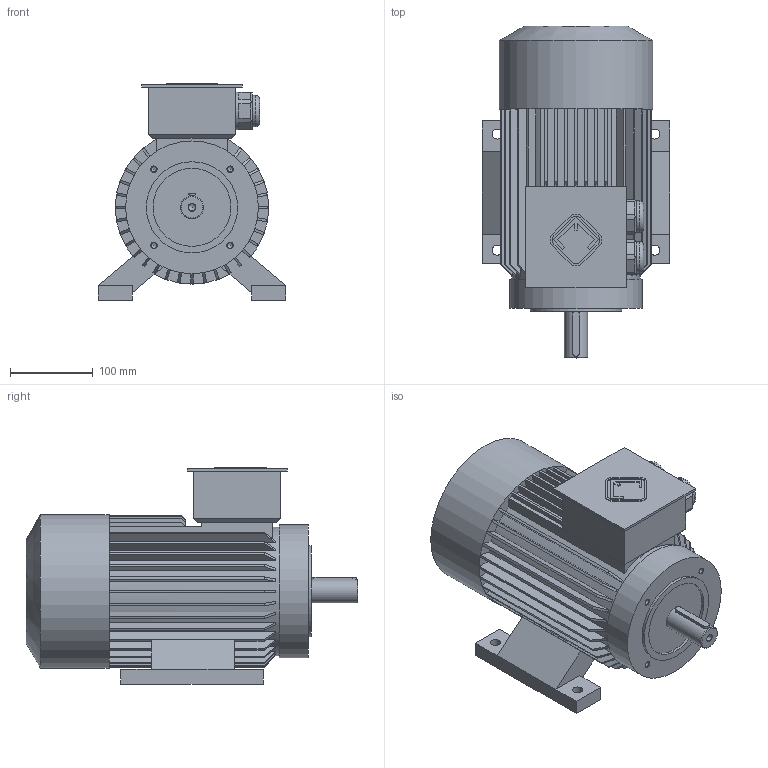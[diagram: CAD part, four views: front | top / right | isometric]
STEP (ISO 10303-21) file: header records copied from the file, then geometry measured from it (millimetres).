
FILE_DESCRIPTION(/* description */ ('Unknown'),/* implementation_level */ '2;1');
FILE_NAME(/* name */ 'AIS112М_В34',/* time_stamp */ '2021-03-23T14:24:30+03:00',/* author */ ('Unknown'),/* organization */ ('Unknown'),/* preprocessor_version */ 'ST-DEVELOPER v16',/* originating_system */ 'DEX',/* authorisation */ $);
FILE_SCHEMA (('AUTOMOTIVE_DESIGN {1 0 10303 214 3 1 1}'));
Length unit declared in the file: millimetre
Products named in the file (1): AIS112ﾌ_ﾂ34
Bounding box: 226 x 400 x 261 mm (x, y, z)
Volume: 8916728.2 mm3; surface area: 500897.9 mm2
Topology: 1 solids, 1 shells, 345 faces, 969 edges, 638 vertices
Faces by surface type: plane 233, cylinder 69, cone 41, torus 2
Full cylindrical faces by diameter (mm): 6.647 x8, 8.376 x2, 12 x4, 28 x1, 38.002 x2, 45.5 x2, 94 x1, 110 x1, 155 x1, 160 x1, 185 x1
Entity records: 13398 total; most frequent: CARTESIAN_POINT 2239, ORIENTED_EDGE 1806, DIRECTION 1790, EDGE_CURVE 903, VERTEX_POINT 616, AXIS2_PLACEMENT_3D 601, LINE 588, VECTOR 588
